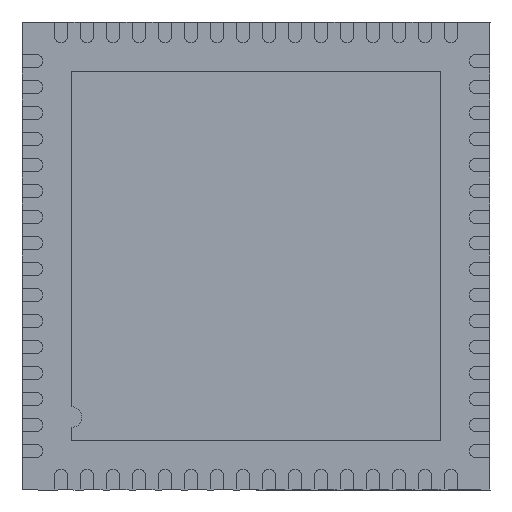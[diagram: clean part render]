
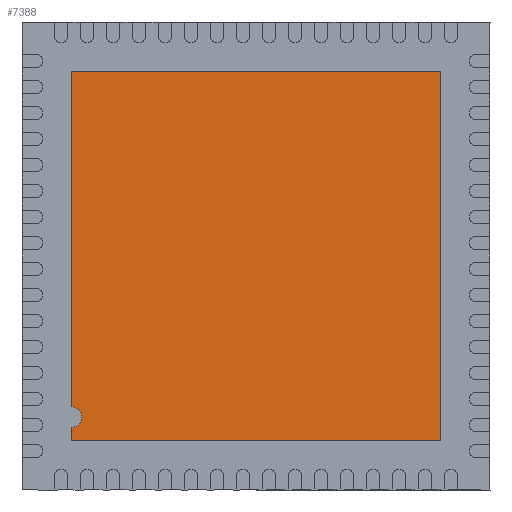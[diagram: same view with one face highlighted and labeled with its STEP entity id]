
A CAD part, front view. The second image highlights one B-rep face of the part: STEP entity #7388.
In plain terms, the highlighted planar face has unit normal (0, -1, 0).
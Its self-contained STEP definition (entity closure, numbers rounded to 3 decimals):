
#84 = DIRECTION ( 'NONE',  ( 0., 1., 0. ) ) ;
#682 = AXIS2_PLACEMENT_3D ( 'NONE', #14620, #84, #17897 ) ;
#1925 = DIRECTION ( 'NONE',  ( 0., 0., -1. ) ) ;
#2261 = CARTESIAN_POINT ( 'NONE',  ( 3.55, 0., -3.55 ) ) ;
#2787 = ORIENTED_EDGE ( 'NONE', *, *, #4767, .T. ) ;
#3027 = ORIENTED_EDGE ( 'NONE', *, *, #16414, .T. ) ;
#3169 = EDGE_CURVE ( 'NONE', #11108, #3351, #21055, .T. ) ;
#3216 = CIRCLE ( 'NONE', #682, 0.2 ) ;
#3351 = VERTEX_POINT ( 'NONE', #15952 ) ;
#4767 = EDGE_CURVE ( 'NONE', #12747, #5882, #14542, .T. ) ;
#4989 = VERTEX_POINT ( 'NONE', #20230 ) ;
#5577 = DIRECTION ( 'NONE',  ( 0., 0., 1. ) ) ;
#5713 = DIRECTION ( 'NONE',  ( 0., 0., -1. ) ) ;
#5820 = EDGE_CURVE ( 'NONE', #7196, #11108, #16273, .T. ) ;
#5832 = DIRECTION ( 'NONE',  ( -1., 0., 0. ) ) ;
#5861 = DIRECTION ( 'NONE',  ( 0., -1., 0. ) ) ;
#5882 = VERTEX_POINT ( 'NONE', #13330 ) ;
#5925 = VECTOR ( 'NONE', #5577, 1000. ) ;
#6005 = CARTESIAN_POINT ( 'NONE',  ( -3.55, 0., -3.1 ) ) ;
#6657 = CARTESIAN_POINT ( 'NONE',  ( -3.55, 0., -3.3 ) ) ;
#6679 = FACE_OUTER_BOUND ( 'NONE', #11326, .T. ) ;
#7196 = VERTEX_POINT ( 'NONE', #6657 ) ;
#7388 = ADVANCED_FACE ( 'NONE', ( #6679 ), #7585, .T. ) ;
#7585 = PLANE ( 'NONE',  #15208 ) ;
#8784 = ORIENTED_EDGE ( 'NONE', *, *, #3169, .T. ) ;
#10479 = CARTESIAN_POINT ( 'NONE',  ( 3.55, 0., -3.55 ) ) ;
#11108 = VERTEX_POINT ( 'NONE', #12036 ) ;
#11326 = EDGE_LOOP ( 'NONE', ( #18311, #2787, #3027, #17111, #8784, #19161 ) ) ;
#11355 = CARTESIAN_POINT ( 'NONE',  ( -3.55, 0., -3.55 ) ) ;
#11631 = VECTOR ( 'NONE', #18713, 1000. ) ;
#12036 = CARTESIAN_POINT ( 'NONE',  ( -3.55, 0., -3.55 ) ) ;
#12747 = VERTEX_POINT ( 'NONE', #21069 ) ;
#12838 = DIRECTION ( 'NONE',  ( 0., 0., -1. ) ) ;
#13004 = LINE ( 'NONE', #14151, #16601 ) ;
#13330 = CARTESIAN_POINT ( 'NONE',  ( -3.55, 0., -2.9 ) ) ;
#14151 = CARTESIAN_POINT ( 'NONE',  ( 3.55, 0., 3.55 ) ) ;
#14542 = LINE ( 'NONE', #14971, #17867 ) ;
#14620 = CARTESIAN_POINT ( 'NONE',  ( -3.55, 0., -3.1 ) ) ;
#14971 = CARTESIAN_POINT ( 'NONE',  ( -3.55, 0., -2.9 ) ) ;
#15092 = EDGE_CURVE ( 'NONE', #4989, #12747, #13004, .T. ) ;
#15208 = AXIS2_PLACEMENT_3D ( 'NONE', #6005, #5861, #5713 ) ;
#15503 = VECTOR ( 'NONE', #12838, 1000. ) ;
#15952 = CARTESIAN_POINT ( 'NONE',  ( 3.55, 0., -3.55 ) ) ;
#16273 = LINE ( 'NONE', #11355, #15503 ) ;
#16414 = EDGE_CURVE ( 'NONE', #5882, #7196, #3216, .T. ) ;
#16601 = VECTOR ( 'NONE', #5832, 1000. ) ;
#17111 = ORIENTED_EDGE ( 'NONE', *, *, #5820, .T. ) ;
#17867 = VECTOR ( 'NONE', #1925, 1000. ) ;
#17897 = DIRECTION ( 'NONE',  ( 0., 0., -1. ) ) ;
#18311 = ORIENTED_EDGE ( 'NONE', *, *, #15092, .T. ) ;
#18713 = DIRECTION ( 'NONE',  ( 1., 0., 0. ) ) ;
#18965 = EDGE_CURVE ( 'NONE', #3351, #4989, #19489, .T. ) ;
#19161 = ORIENTED_EDGE ( 'NONE', *, *, #18965, .T. ) ;
#19489 = LINE ( 'NONE', #10479, #5925 ) ;
#20230 = CARTESIAN_POINT ( 'NONE',  ( 3.55, 0., 3.55 ) ) ;
#21055 = LINE ( 'NONE', #2261, #11631 ) ;
#21069 = CARTESIAN_POINT ( 'NONE',  ( -3.55, 0., 3.55 ) ) ;
